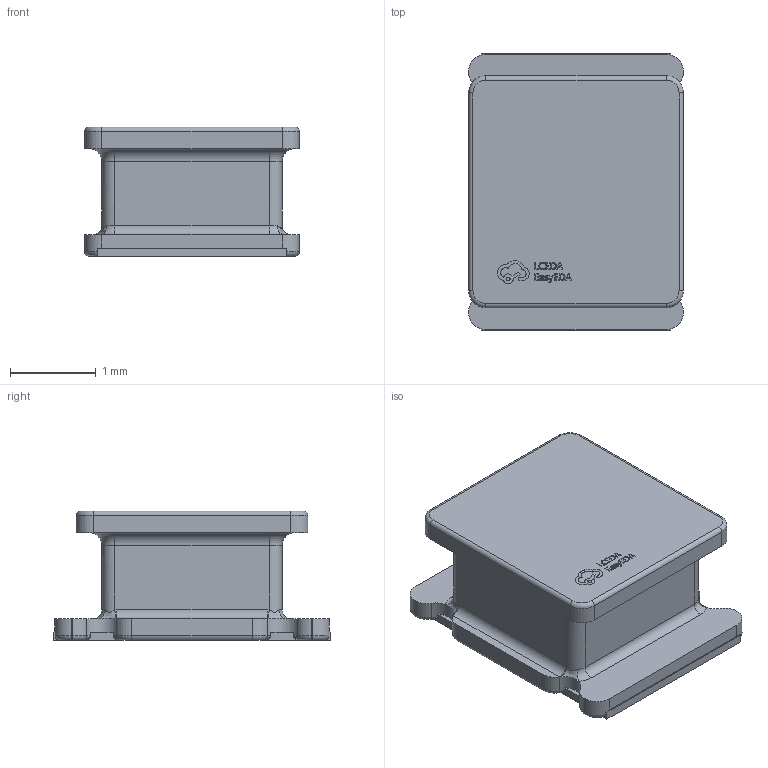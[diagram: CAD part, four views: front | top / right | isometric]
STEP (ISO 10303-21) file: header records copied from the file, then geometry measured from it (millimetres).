
FILE_DESCRIPTION (( 'STEP AP214' ), '1' );
FILE_NAME ('BEAD-SMD_L3.2-W2.5-H1.6.step', '2022-06-18T11:34:22', ( '' ), ( '' ), 'SwSTEP 2.0', 'SolidWorks 2020', '' );
FILE_SCHEMA (( 'AUTOMOTIVE_DESIGN' ));
Length unit declared in the file: millimetre
Products named in the file (1): BEAD-SMD_L3.2-W2.5-H1.6
Bounding box: 2.5 x 3.22 x 1.51 mm (x, y, z)
Volume: 8.1 mm3; surface area: 32.7 mm2
Topology: 1 solids, 1 shells, 410 faces, 1087 edges, 706 vertices
Faces by surface type: plane 214, bspline 120, cylinder 44, torus 32
Entity records: 18762 total; most frequent: CARTESIAN_POINT 4767, ORIENTED_EDGE 2174, DIRECTION 1577, EDGE_CURVE 1087, VERTEX_POINT 706, VECTOR 683, LINE 683, AXIS2_PLACEMENT_3D 447
